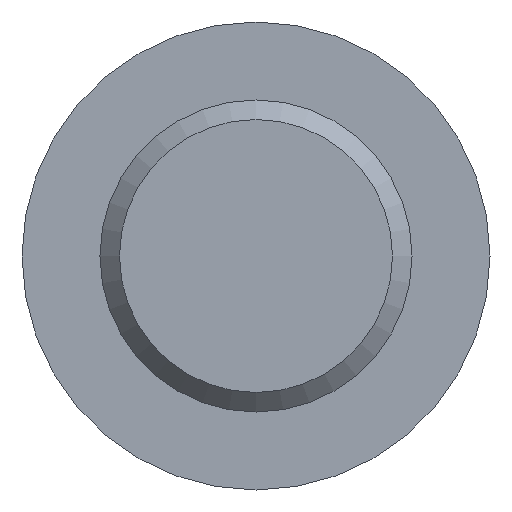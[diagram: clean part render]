
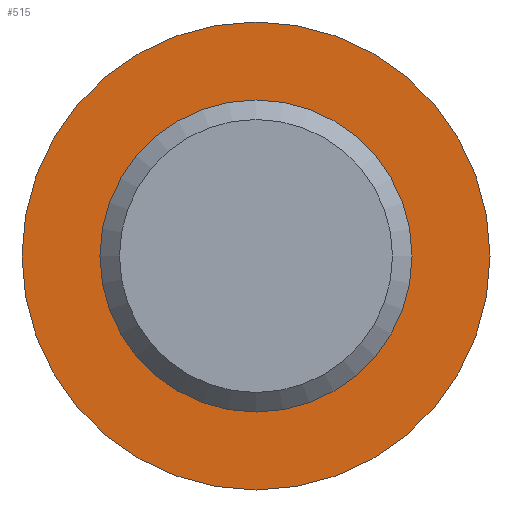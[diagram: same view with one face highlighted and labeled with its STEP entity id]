
A CAD part, front view. The second image highlights one B-rep face of the part: STEP entity #515.
In plain terms, the highlighted planar face has unit normal (0, -1, 0).
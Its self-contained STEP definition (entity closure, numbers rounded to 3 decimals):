
#25 = EDGE_LOOP ( 'NONE', ( #441 ) ) ;
#60 = CARTESIAN_POINT ( 'NONE',  ( 0., 120., -15. ) ) ;
#63 = FACE_BOUND ( 'NONE', #25, .T. ) ;
#65 = DIRECTION ( 'NONE',  ( 0., 1., 0. ) ) ;
#90 = CARTESIAN_POINT ( 'NONE',  ( 0., 120., 0. ) ) ;
#103 = CARTESIAN_POINT ( 'NONE',  ( 0., 120., -10. ) ) ;
#109 = CARTESIAN_POINT ( 'NONE',  ( -10., 120., 0. ) ) ;
#142 = CIRCLE ( 'NONE', #164, 10. ) ;
#164 = AXIS2_PLACEMENT_3D ( 'NONE', #217, #337, #426 ) ;
#183 = CIRCLE ( 'NONE', #494, 15. ) ;
#186 = EDGE_LOOP ( 'NONE', ( #444 ) ) ;
#199 = DIRECTION ( 'NONE',  ( 0., 0., -1. ) ) ;
#211 = EDGE_CURVE ( 'NONE', #489, #489, #183, .T. ) ;
#217 = CARTESIAN_POINT ( 'NONE',  ( 0., 120., 0. ) ) ;
#257 = DIRECTION ( 'NONE',  ( 0., -1., 0. ) ) ;
#331 = AXIS2_PLACEMENT_3D ( 'NONE', #109, #65, #521 ) ;
#336 = EDGE_CURVE ( 'NONE', #482, #482, #142, .T. ) ;
#337 = DIRECTION ( 'NONE',  ( 0., -1., 0. ) ) ;
#426 = DIRECTION ( 'NONE',  ( 0., 0., -1. ) ) ;
#441 = ORIENTED_EDGE ( 'NONE', *, *, #336, .F. ) ;
#444 = ORIENTED_EDGE ( 'NONE', *, *, #211, .T. ) ;
#482 = VERTEX_POINT ( 'NONE', #103 ) ;
#483 = PLANE ( 'NONE',  #331 ) ;
#487 = FACE_OUTER_BOUND ( 'NONE', #186, .T. ) ;
#489 = VERTEX_POINT ( 'NONE', #60 ) ;
#494 = AXIS2_PLACEMENT_3D ( 'NONE', #90, #257, #199 ) ;
#515 = ADVANCED_FACE ( 'NONE', ( #63, #487 ), #483, .F. ) ;
#521 = DIRECTION ( 'NONE',  ( 0., 0., 1. ) ) ;
